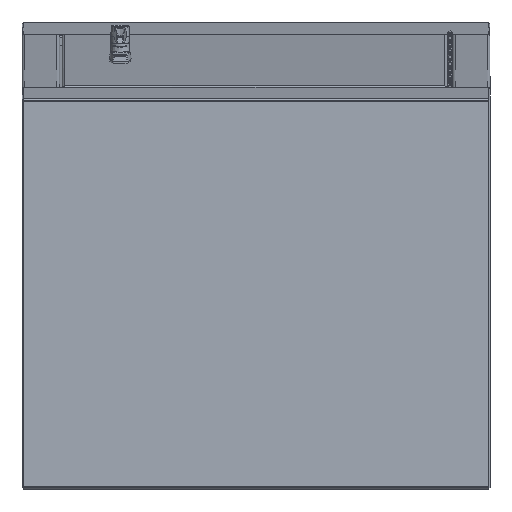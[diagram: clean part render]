
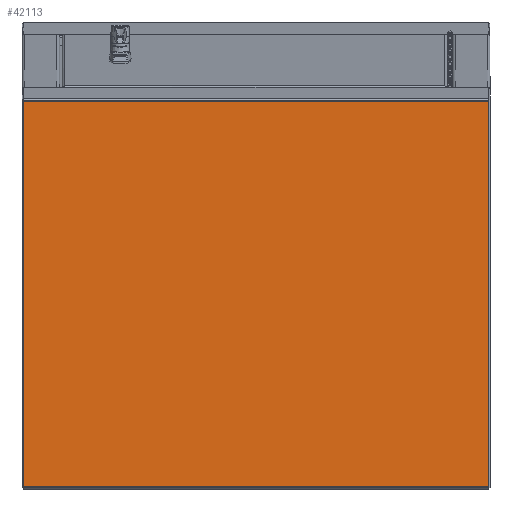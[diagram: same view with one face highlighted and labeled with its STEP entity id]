
A CAD part, front view. The second image highlights one B-rep face of the part: STEP entity #42113.
In plain terms, the highlighted planar face has unit normal (0, -1, 0).
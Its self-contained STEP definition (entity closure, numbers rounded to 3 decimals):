
#2106=PLANE('',#44683);
#3561=LINE('',#59301,#7252);
#3569=LINE('',#59322,#7260);
#3572=LINE('',#59329,#7263);
#3574=LINE('',#59332,#7265);
#7252=VECTOR('',#48485,23.977);
#7260=VECTOR('',#48511,19.868);
#7263=VECTOR('',#48518,19.868);
#7265=VECTOR('',#48522,23.977);
#11446=FACE_OUTER_BOUND('',#13897,.T.);
#13897=EDGE_LOOP('',(#28659,#28660,#28661,#28662));
#18228=VERTEX_POINT('',#59298);
#18229=VERTEX_POINT('',#59300);
#18233=VERTEX_POINT('',#59320);
#18235=VERTEX_POINT('',#59328);
#22359=EDGE_CURVE('',#18229,#18228,#3561,.T.);
#22370=EDGE_CURVE('',#18233,#18228,#3569,.T.);
#22373=EDGE_CURVE('',#18229,#18235,#3572,.T.);
#22375=EDGE_CURVE('',#18233,#18235,#3574,.T.);
#28659=ORIENTED_EDGE('',*,*,#22359,.T.);
#28660=ORIENTED_EDGE('',*,*,#22370,.F.);
#28661=ORIENTED_EDGE('',*,*,#22375,.T.);
#28662=ORIENTED_EDGE('',*,*,#22373,.F.);
#42113=ADVANCED_FACE('',(#11446),#2106,.F.);
#44683=AXIS2_PLACEMENT_3D('',#59341,#48536,#48537);
#48485=DIRECTION('',(-1.,0.,0.));
#48511=DIRECTION('',(0.,0.,1.));
#48518=DIRECTION('',(0.,0.,-1.));
#48522=DIRECTION('',(1.,0.,0.));
#48536=DIRECTION('center_axis',(0.,1.,0.));
#48537=DIRECTION('ref_axis',(1.,0.,0.));
#59298=CARTESIAN_POINT('',(-11.989,-18.062,20.004));
#59300=CARTESIAN_POINT('',(11.989,-18.062,20.004));
#59301=CARTESIAN_POINT('',(5.994,-18.062,20.004));
#59320=CARTESIAN_POINT('',(-11.989,-18.063,0.137));
#59322=CARTESIAN_POINT('',(-11.989,-18.063,0.137));
#59328=CARTESIAN_POINT('',(11.989,-18.063,0.137));
#59329=CARTESIAN_POINT('',(11.989,-18.063,-0.144));
#59332=CARTESIAN_POINT('',(0.,-18.063,0.137));
#59341=CARTESIAN_POINT('Origin',(0.,-18.062,
10.061));
